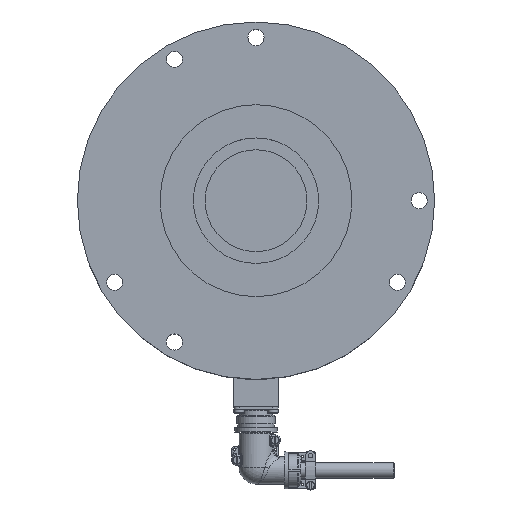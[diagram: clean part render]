
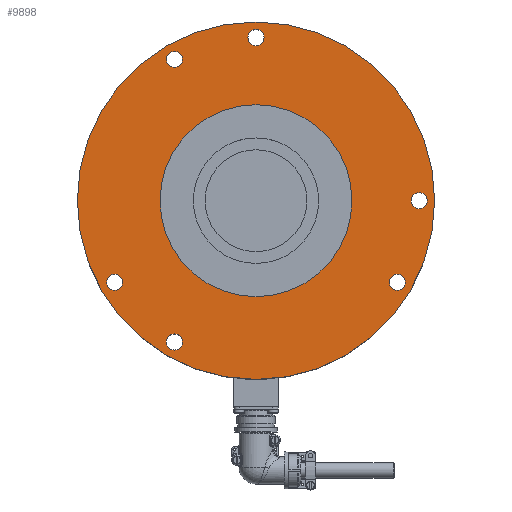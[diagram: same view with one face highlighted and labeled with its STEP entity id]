
A CAD part, top view. The second image highlights one B-rep face of the part: STEP entity #9898.
In plain terms, the highlighted planar face has unit normal (0, 0, 1).
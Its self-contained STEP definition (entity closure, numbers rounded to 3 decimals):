
#71 = VERTEX_POINT ( 'NONE', #6479 ) ;
#295 = EDGE_LOOP ( 'NONE', ( #7952 ) ) ;
#528 = VERTEX_POINT ( 'NONE', #3557 ) ;
#634 = AXIS2_PLACEMENT_3D ( 'NONE', #4195, #16930, #2604 ) ;
#1012 = PLANE ( 'NONE',  #2808 ) ;
#1634 = CARTESIAN_POINT ( 'NONE',  ( -95.696, -55.25, 36. ) ) ;
#1728 = DIRECTION ( 'NONE',  ( 0., 0., -1. ) ) ;
#1783 = CARTESIAN_POINT ( 'NONE',  ( 5.5, 110.5, 36. ) ) ;
#2105 = CARTESIAN_POINT ( 'NONE',  ( -55.25, 95.696, 36. ) ) ;
#2377 = FACE_BOUND ( 'NONE', #19584, .T. ) ;
#2483 = CARTESIAN_POINT ( 'NONE',  ( 101.196, -55.25, 36. ) ) ;
#2604 = DIRECTION ( 'NONE',  ( 1., 0., 0. ) ) ;
#2808 = AXIS2_PLACEMENT_3D ( 'NONE', #13771, #5856, #12204 ) ;
#2869 = AXIS2_PLACEMENT_3D ( 'NONE', #16043, #1728, #8308 ) ;
#2966 = DIRECTION ( 'NONE',  ( -1., 0., 0. ) ) ;
#3328 = CARTESIAN_POINT ( 'NONE',  ( -121., 0., 36. ) ) ;
#3485 = AXIS2_PLACEMENT_3D ( 'NONE', #19363, #9643, #10907 ) ;
#3554 = EDGE_CURVE ( 'NONE', #16282, #16282, #4817, .T. ) ;
#3557 = CARTESIAN_POINT ( 'NONE',  ( -49.75, -95.696, 36. ) ) ;
#3761 = VERTEX_POINT ( 'NONE', #10133 ) ;
#3811 = EDGE_CURVE ( 'NONE', #16073, #16073, #8121, .T. ) ;
#4082 = DIRECTION ( 'NONE',  ( 1., 0., 0. ) ) ;
#4195 = CARTESIAN_POINT ( 'NONE',  ( 0., 110.5, 36. ) ) ;
#4495 = CIRCLE ( 'NONE', #3485, 5.5 ) ;
#4817 = CIRCLE ( 'NONE', #7496, 5.5 ) ;
#5856 = DIRECTION ( 'NONE',  ( 0., 0., -1. ) ) ;
#6053 = FACE_BOUND ( 'NONE', #15627, .T. ) ;
#6166 = ORIENTED_EDGE ( 'NONE', *, *, #14331, .T. ) ;
#6188 = AXIS2_PLACEMENT_3D ( 'NONE', #16229, #10050, #8484 ) ;
#6271 = ORIENTED_EDGE ( 'NONE', *, *, #17767, .T. ) ;
#6459 = DIRECTION ( 'NONE',  ( 0., 0., -1. ) ) ;
#6471 = AXIS2_PLACEMENT_3D ( 'NONE', #7790, #10920, #2966 ) ;
#6479 = CARTESIAN_POINT ( 'NONE',  ( -49.75, 95.696, 36. ) ) ;
#6998 = CIRCLE ( 'NONE', #634, 5.5 ) ;
#7159 = EDGE_LOOP ( 'NONE', ( #6166 ) ) ;
#7419 = VERTEX_POINT ( 'NONE', #2483 ) ;
#7496 = AXIS2_PLACEMENT_3D ( 'NONE', #1634, #6459, #12812 ) ;
#7790 = CARTESIAN_POINT ( 'NONE',  ( 0., 0., 36. ) ) ;
#7952 = ORIENTED_EDGE ( 'NONE', *, *, #13846, .T. ) ;
#8121 = CIRCLE ( 'NONE', #6471, 121. ) ;
#8308 = DIRECTION ( 'NONE',  ( 1., 0., 0. ) ) ;
#8337 = ORIENTED_EDGE ( 'NONE', *, *, #11724, .T. ) ;
#8358 = ORIENTED_EDGE ( 'NONE', *, *, #9453, .T. ) ;
#8484 = DIRECTION ( 'NONE',  ( -1., 0., 0. ) ) ;
#8580 = DIRECTION ( 'NONE',  ( 0., 0., -1. ) ) ;
#9067 = FACE_BOUND ( 'NONE', #7159, .T. ) ;
#9453 = EDGE_CURVE ( 'NONE', #14225, #14225, #6998, .T. ) ;
#9477 = ORIENTED_EDGE ( 'NONE', *, *, #3554, .T. ) ;
#9643 = DIRECTION ( 'NONE',  ( 0., 0., -1. ) ) ;
#9810 = CARTESIAN_POINT ( 'NONE',  ( -90.196, -55.25, 36. ) ) ;
#9898 = ADVANCED_FACE ( 'NONE', ( #2377, #20355, #16908, #9067, #15349, #6053, #18273, #15455 ), #1012, .F. ) ;
#10050 = DIRECTION ( 'NONE',  ( 0., 0., 1. ) ) ;
#10121 = EDGE_LOOP ( 'NONE', ( #9477 ) ) ;
#10133 = CARTESIAN_POINT ( 'NONE',  ( -65., 0., 36. ) ) ;
#10689 = EDGE_CURVE ( 'NONE', #3761, #3761, #19196, .T. ) ;
#10907 = DIRECTION ( 'NONE',  ( 1., 0., 0. ) ) ;
#10920 = DIRECTION ( 'NONE',  ( 0., 0., 1. ) ) ;
#11126 = AXIS2_PLACEMENT_3D ( 'NONE', #2105, #8580, #4082 ) ;
#11528 = EDGE_LOOP ( 'NONE', ( #8358 ) ) ;
#11724 = EDGE_CURVE ( 'NONE', #528, #528, #4495, .T. ) ;
#11880 = CIRCLE ( 'NONE', #2869, 5.5 ) ;
#12204 = DIRECTION ( 'NONE',  ( 1., 0., 0. ) ) ;
#12431 = CARTESIAN_POINT ( 'NONE',  ( 95.696, -55.25, 36. ) ) ;
#12784 = EDGE_LOOP ( 'NONE', ( #17691 ) ) ;
#12812 = DIRECTION ( 'NONE',  ( 1., 0., 0. ) ) ;
#13771 = CARTESIAN_POINT ( 'NONE',  ( 0., -65., 36. ) ) ;
#13846 = EDGE_CURVE ( 'NONE', #14949, #14949, #11880, .T. ) ;
#14113 = DIRECTION ( 'NONE',  ( 1., 0., 0. ) ) ;
#14225 = VERTEX_POINT ( 'NONE', #1783 ) ;
#14331 = EDGE_CURVE ( 'NONE', #7419, #7419, #19260, .T. ) ;
#14573 = AXIS2_PLACEMENT_3D ( 'NONE', #12431, #16929, #14113 ) ;
#14949 = VERTEX_POINT ( 'NONE', #18173 ) ;
#15349 = FACE_BOUND ( 'NONE', #11528, .T. ) ;
#15377 = ORIENTED_EDGE ( 'NONE', *, *, #3811, .T. ) ;
#15455 = FACE_OUTER_BOUND ( 'NONE', #20107, .T. ) ;
#15627 = EDGE_LOOP ( 'NONE', ( #6271 ) ) ;
#16043 = CARTESIAN_POINT ( 'NONE',  ( 110.5, 0., 36. ) ) ;
#16073 = VERTEX_POINT ( 'NONE', #3328 ) ;
#16229 = CARTESIAN_POINT ( 'NONE',  ( 0., 0., 36. ) ) ;
#16282 = VERTEX_POINT ( 'NONE', #9810 ) ;
#16776 = CIRCLE ( 'NONE', #11126, 5.5 ) ;
#16908 = FACE_BOUND ( 'NONE', #295, .T. ) ;
#16929 = DIRECTION ( 'NONE',  ( 0., 0., -1. ) ) ;
#16930 = DIRECTION ( 'NONE',  ( 0., 0., -1. ) ) ;
#17691 = ORIENTED_EDGE ( 'NONE', *, *, #10689, .F. ) ;
#17767 = EDGE_CURVE ( 'NONE', #71, #71, #16776, .T. ) ;
#18173 = CARTESIAN_POINT ( 'NONE',  ( 116., 0., 36. ) ) ;
#18273 = FACE_BOUND ( 'NONE', #12784, .T. ) ;
#19196 = CIRCLE ( 'NONE', #6188, 65. ) ;
#19260 = CIRCLE ( 'NONE', #14573, 5.5 ) ;
#19363 = CARTESIAN_POINT ( 'NONE',  ( -55.25, -95.696, 36. ) ) ;
#19584 = EDGE_LOOP ( 'NONE', ( #8337 ) ) ;
#20107 = EDGE_LOOP ( 'NONE', ( #15377 ) ) ;
#20355 = FACE_BOUND ( 'NONE', #10121, .T. ) ;
